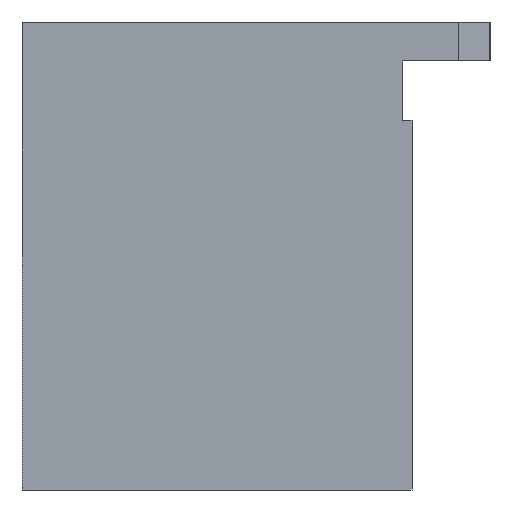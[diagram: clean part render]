
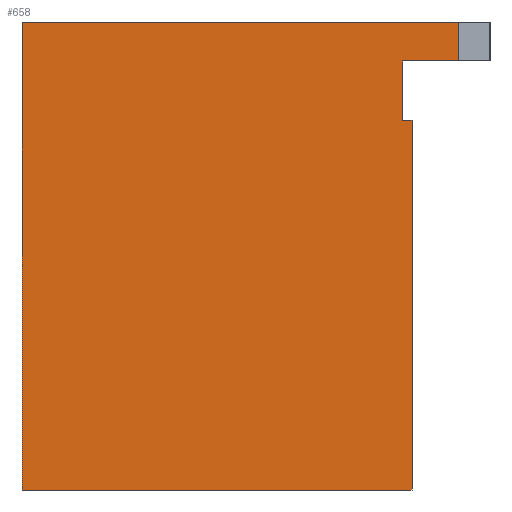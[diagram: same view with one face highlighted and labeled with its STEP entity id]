
A CAD part, left-side view. The second image highlights one B-rep face of the part: STEP entity #658.
In plain terms, the highlighted planar face has unit normal (-1, 0, 0).
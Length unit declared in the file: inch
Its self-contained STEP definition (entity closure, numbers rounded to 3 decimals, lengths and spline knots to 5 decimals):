
#29 = LINE ( 'NONE', #624, #503 ) ;
#43 = DIRECTION ( 'NONE',  ( 0., 0., 1. ) ) ;
#68 = LINE ( 'NONE', #457, #583 ) ;
#73 = ORIENTED_EDGE ( 'NONE', *, *, #870, .F. ) ;
#105 = EDGE_LOOP ( 'NONE', ( #73, #1250, #234, #156, #112, #442, #590, #1106 ) ) ;
#112 = ORIENTED_EDGE ( 'NONE', *, *, #904, .T. ) ;
#122 = PLANE ( 'NONE',  #657 ) ;
#152 = CARTESIAN_POINT ( 'NONE',  ( 0., 0., 1.5 ) ) ;
#156 = ORIENTED_EDGE ( 'NONE', *, *, #400, .T. ) ;
#160 = CARTESIAN_POINT ( 'NONE',  ( 0., 0.28, 1.375 ) ) ;
#173 = CARTESIAN_POINT ( 'NONE',  ( 0., 0.28, 1.185 ) ) ;
#234 = ORIENTED_EDGE ( 'NONE', *, *, #505, .F. ) ;
#247 = CARTESIAN_POINT ( 'NONE',  ( 0., 1.5, 0. ) ) ;
#254 = LINE ( 'NONE', #160, #372 ) ;
#276 = DIRECTION ( 'NONE',  ( 0., 1., 0. ) ) ;
#307 = CARTESIAN_POINT ( 'NONE',  ( 0., 0.25, 1.185 ) ) ;
#309 = VERTEX_POINT ( 'NONE', #488 ) ;
#311 = EDGE_CURVE ( 'NONE', #572, #1019, #426, .T. ) ;
#344 = DIRECTION ( 'NONE',  ( 0., 0., -1. ) ) ;
#372 = VECTOR ( 'NONE', #43, 39.37008 ) ;
#381 = VERTEX_POINT ( 'NONE', #1232 ) ;
#400 = EDGE_CURVE ( 'NONE', #444, #883, #29, .T. ) ;
#407 = LINE ( 'NONE', #1114, #977 ) ;
#426 = LINE ( 'NONE', #533, #1065 ) ;
#442 = ORIENTED_EDGE ( 'NONE', *, *, #311, .F. ) ;
#444 = VERTEX_POINT ( 'NONE', #612 ) ;
#457 = CARTESIAN_POINT ( 'NONE',  ( 0., 0.1, 1.5 ) ) ;
#488 = CARTESIAN_POINT ( 'NONE',  ( 0., 0.1, 1.375 ) ) ;
#503 = VECTOR ( 'NONE', #344, 39.37008 ) ;
#505 = EDGE_CURVE ( 'NONE', #444, #381, #541, .T. ) ;
#509 = DIRECTION ( 'NONE',  ( 1., 0., 0. ) ) ;
#533 = CARTESIAN_POINT ( 'NONE',  ( 0., 0.25, 0. ) ) ;
#541 = LINE ( 'NONE', #152, #1085 ) ;
#552 = CARTESIAN_POINT ( 'NONE',  ( 0., 0.28, 1.375 ) ) ;
#572 = VERTEX_POINT ( 'NONE', #307 ) ;
#583 = VECTOR ( 'NONE', #854, 39.37008 ) ;
#584 = CARTESIAN_POINT ( 'NONE',  ( 0., 0.25, 1.185 ) ) ;
#590 = ORIENTED_EDGE ( 'NONE', *, *, #1270, .T. ) ;
#612 = CARTESIAN_POINT ( 'NONE',  ( 0., 1.5, 1.5 ) ) ;
#616 = DIRECTION ( 'NONE',  ( 0., 1., 0. ) ) ;
#624 = CARTESIAN_POINT ( 'NONE',  ( 0., 1.5, 1.5 ) ) ;
#627 = FACE_OUTER_BOUND ( 'NONE', #105, .T. ) ;
#657 = AXIS2_PLACEMENT_3D ( 'NONE', #711, #509, #1111 ) ;
#658 = ADVANCED_FACE ( 'NONE', ( #627 ), #122, .F. ) ;
#659 = LINE ( 'NONE', #1023, #1166 ) ;
#711 = CARTESIAN_POINT ( 'NONE',  ( 0., 0., 1.5 ) ) ;
#727 = VERTEX_POINT ( 'NONE', #173 ) ;
#835 = VERTEX_POINT ( 'NONE', #552 ) ;
#836 = EDGE_CURVE ( 'NONE', #309, #381, #68, .T. ) ;
#837 = DIRECTION ( 'NONE',  ( 0., -1., 0. ) ) ;
#854 = DIRECTION ( 'NONE',  ( 0., 0., 1. ) ) ;
#870 = EDGE_CURVE ( 'NONE', #309, #835, #407, .T. ) ;
#883 = VERTEX_POINT ( 'NONE', #247 ) ;
#904 = EDGE_CURVE ( 'NONE', #883, #1019, #659, .T. ) ;
#911 = DIRECTION ( 'NONE',  ( 0., 0., -1. ) ) ;
#925 = EDGE_CURVE ( 'NONE', #727, #835, #254, .T. ) ;
#942 = DIRECTION ( 'NONE',  ( 0., -1., 0. ) ) ;
#977 = VECTOR ( 'NONE', #616, 39.37008 ) ;
#1009 = CARTESIAN_POINT ( 'NONE',  ( 0., 0.25, 0. ) ) ;
#1019 = VERTEX_POINT ( 'NONE', #1009 ) ;
#1022 = VECTOR ( 'NONE', #276, 39.37008 ) ;
#1023 = CARTESIAN_POINT ( 'NONE',  ( 0., 0., 0. ) ) ;
#1065 = VECTOR ( 'NONE', #911, 39.37008 ) ;
#1085 = VECTOR ( 'NONE', #942, 39.37008 ) ;
#1106 = ORIENTED_EDGE ( 'NONE', *, *, #925, .T. ) ;
#1111 = DIRECTION ( 'NONE',  ( 0., 0., -1. ) ) ;
#1114 = CARTESIAN_POINT ( 'NONE',  ( 0., 0., 1.375 ) ) ;
#1166 = VECTOR ( 'NONE', #837, 39.37008 ) ;
#1232 = CARTESIAN_POINT ( 'NONE',  ( 0., 0.1, 1.5 ) ) ;
#1250 = ORIENTED_EDGE ( 'NONE', *, *, #836, .T. ) ;
#1253 = LINE ( 'NONE', #584, #1022 ) ;
#1270 = EDGE_CURVE ( 'NONE', #572, #727, #1253, .T. ) ;
